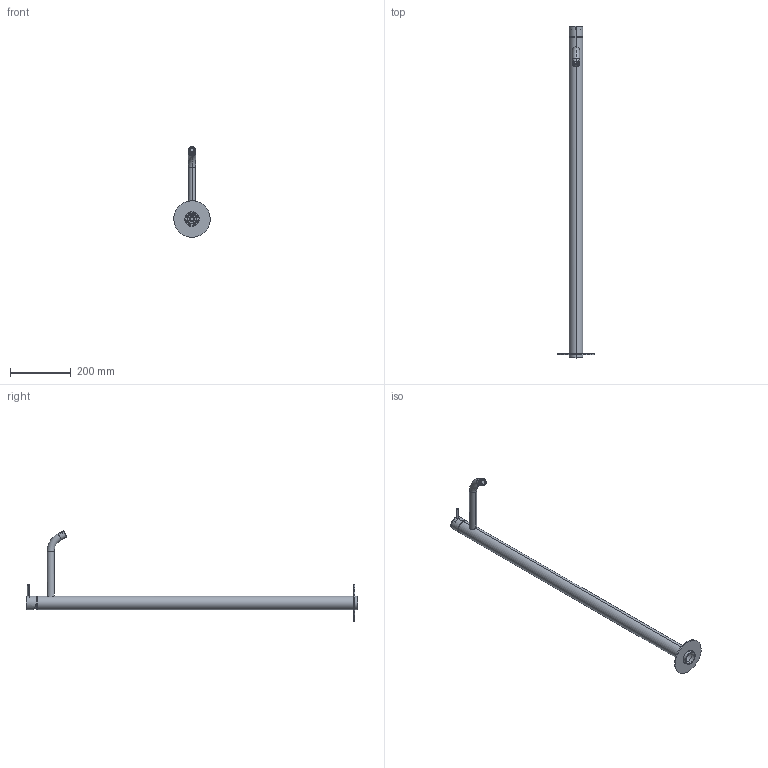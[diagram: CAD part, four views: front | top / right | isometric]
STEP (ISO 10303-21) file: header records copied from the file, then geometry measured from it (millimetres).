
FILE_DESCRIPTION (( 'STEP AP214' ), '1' );
FILE_NAME ('C35.0008 3D.STEP', '2023-01-19T09:32:10', ( '' ), ( '' ), 'SwSTEP 2.0', 'SolidWorks 2022', '' );
FILE_SCHEMA (( 'AUTOMOTIVE_DESIGN' ));
Length unit declared in the file: millimetre
Products named in the file (9): 0044.000.24.STEP; Copy of Part16.STEP; 0044.000.23.STEP; 011101102400.STEP; Part12.STEP; 0316.001.00.STEP; C35.0008.STEP; C35.0008 3D; 0149.002.00.STEP
Assembly tree (8 placements, depth 3):
  C35.0008 3D
    C35.0008.STEP
      0044.000.24.STEP
      Part12.STEP
      0149.002.00.STEP
      0316.001.00.STEP
      011101102400.STEP
      Copy of Part16.STEP
      0044.000.23.STEP
Bounding box: 119.93 x 1091 x 297.74 mm (x, y, z)
Volume: 437780.5 mm3; surface area: 355212 mm2
Topology: 7 solids, 7 shells, 188 faces, 477 edges, 300 vertices
Faces by surface type: cylinder 81, plane 63, cone 24, torus 13, bspline 7
Entity records: 9666 total; most frequent: CARTESIAN_POINT 4782, DIRECTION 997, ORIENTED_EDGE 946, EDGE_CURVE 473, AXIS2_PLACEMENT_3D 401, VERTEX_POINT 300, CIRCLE 208, EDGE_LOOP 205
